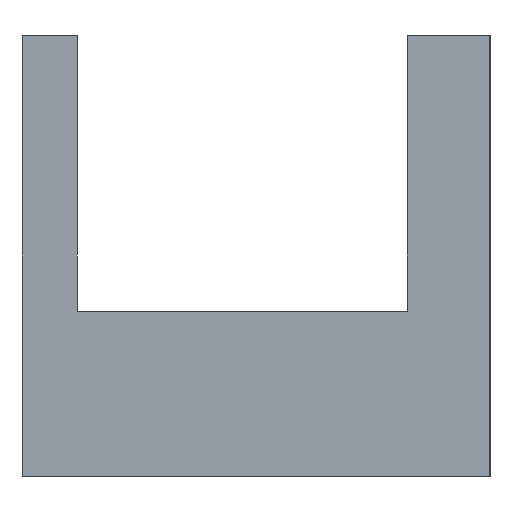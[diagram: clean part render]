
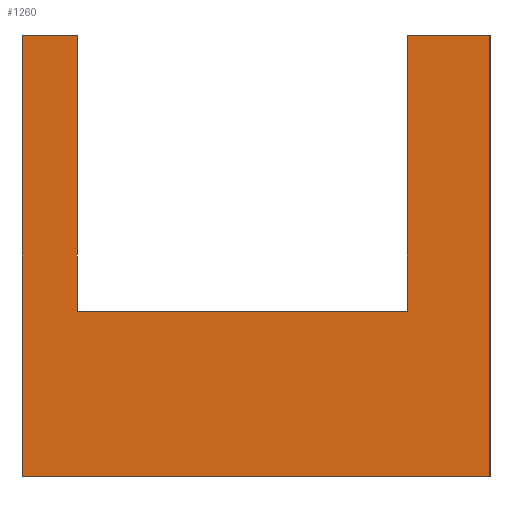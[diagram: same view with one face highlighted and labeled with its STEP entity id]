
A CAD part, left-side view. The second image highlights one B-rep face of the part: STEP entity #1260.
In plain terms, the highlighted planar face has unit normal (-1, 0, 0).
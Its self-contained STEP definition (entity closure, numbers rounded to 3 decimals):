
#11 = DIRECTION ( 'NONE',  ( 0., -1., 0. ) ) ;
#12 = PLANE ( 'NONE',  #167 ) ;
#23 = VERTEX_POINT ( 'NONE', #1337 ) ;
#54 = ORIENTED_EDGE ( 'NONE', *, *, #884, .T. ) ;
#61 = VERTEX_POINT ( 'NONE', #743 ) ;
#116 = LINE ( 'NONE', #1257, #1032 ) ;
#122 = LINE ( 'NONE', #541, #383 ) ;
#150 = DIRECTION ( 'NONE',  ( 0., 0., -1. ) ) ;
#167 = AXIS2_PLACEMENT_3D ( 'NONE', #724, #936, #1132 ) ;
#193 = EDGE_CURVE ( 'NONE', #1102, #934, #1289, .T. ) ;
#217 = DIRECTION ( 'NONE',  ( 0., 1., 0. ) ) ;
#246 = CARTESIAN_POINT ( 'NONE',  ( -122.5, 5., 20. ) ) ;
#265 = EDGE_CURVE ( 'NONE', #501, #1038, #763, .T. ) ;
#298 = LINE ( 'NONE', #1018, #339 ) ;
#311 = FACE_OUTER_BOUND ( 'NONE', #1107, .T. ) ;
#330 = ORIENTED_EDGE ( 'NONE', *, *, #822, .F. ) ;
#339 = VECTOR ( 'NONE', #515, 1000. ) ;
#344 = DIRECTION ( 'NONE',  ( 0., -1., 0. ) ) ;
#345 = EDGE_CURVE ( 'NONE', #1102, #939, #492, .T. ) ;
#356 = CARTESIAN_POINT ( 'NONE',  ( -122.5, 0., -20. ) ) ;
#366 = VERTEX_POINT ( 'NONE', #1203 ) ;
#382 = ORIENTED_EDGE ( 'NONE', *, *, #345, .F. ) ;
#383 = VECTOR ( 'NONE', #958, 1000. ) ;
#461 = ORIENTED_EDGE ( 'NONE', *, *, #265, .T. ) ;
#492 = LINE ( 'NONE', #511, #1062 ) ;
#501 = VERTEX_POINT ( 'NONE', #1101 ) ;
#511 = CARTESIAN_POINT ( 'NONE',  ( -122.5, 5., -20. ) ) ;
#513 = VECTOR ( 'NONE', #150, 1000. ) ;
#515 = DIRECTION ( 'NONE',  ( 0., 0., -1. ) ) ;
#527 = CARTESIAN_POINT ( 'NONE',  ( -122.5, -37.5, 20. ) ) ;
#541 = CARTESIAN_POINT ( 'NONE',  ( -122.5, -30., -5. ) ) ;
#557 = CARTESIAN_POINT ( 'NONE',  ( -122.5, -37.5, -20. ) ) ;
#693 = VECTOR ( 'NONE', #217, 1000. ) ;
#724 = CARTESIAN_POINT ( 'NONE',  ( -122.5, 5., -20. ) ) ;
#730 = EDGE_CURVE ( 'NONE', #61, #366, #802, .T. ) ;
#743 = CARTESIAN_POINT ( 'NONE',  ( -122.5, -37.5, 20. ) ) ;
#763 = LINE ( 'NONE', #356, #1194 ) ;
#802 = LINE ( 'NONE', #527, #693 ) ;
#806 = VECTOR ( 'NONE', #344, 1000. ) ;
#822 = EDGE_CURVE ( 'NONE', #939, #1038, #116, .T. ) ;
#862 = CARTESIAN_POINT ( 'NONE',  ( -122.5, 0., 20. ) ) ;
#866 = ORIENTED_EDGE ( 'NONE', *, *, #730, .T. ) ;
#884 = EDGE_CURVE ( 'NONE', #23, #501, #122, .T. ) ;
#934 = VERTEX_POINT ( 'NONE', #1172 ) ;
#936 = DIRECTION ( 'NONE',  ( 1., 0., 0. ) ) ;
#939 = VERTEX_POINT ( 'NONE', #246 ) ;
#958 = DIRECTION ( 'NONE',  ( 0., 1., 0. ) ) ;
#970 = ORIENTED_EDGE ( 'NONE', *, *, #1052, .F. ) ;
#996 = ORIENTED_EDGE ( 'NONE', *, *, #193, .T. ) ;
#1018 = CARTESIAN_POINT ( 'NONE',  ( -122.5, -30., -20. ) ) ;
#1032 = VECTOR ( 'NONE', #11, 1000. ) ;
#1038 = VERTEX_POINT ( 'NONE', #862 ) ;
#1048 = ORIENTED_EDGE ( 'NONE', *, *, #1296, .T. ) ;
#1052 = EDGE_CURVE ( 'NONE', #61, #934, #1079, .T. ) ;
#1054 = CARTESIAN_POINT ( 'NONE',  ( -122.5, 5., -20. ) ) ;
#1062 = VECTOR ( 'NONE', #1319, 1000. ) ;
#1079 = LINE ( 'NONE', #557, #513 ) ;
#1080 = DIRECTION ( 'NONE',  ( 0., 0., 1. ) ) ;
#1101 = CARTESIAN_POINT ( 'NONE',  ( -122.5, 0., -5. ) ) ;
#1102 = VERTEX_POINT ( 'NONE', #1054 ) ;
#1107 = EDGE_LOOP ( 'NONE', ( #996, #970, #866, #1048, #54, #461, #330, #382 ) ) ;
#1132 = DIRECTION ( 'NONE',  ( 0., 0., -1. ) ) ;
#1172 = CARTESIAN_POINT ( 'NONE',  ( -122.5, -37.5, -20. ) ) ;
#1174 = CARTESIAN_POINT ( 'NONE',  ( -122.5, 5., -20. ) ) ;
#1194 = VECTOR ( 'NONE', #1080, 1000. ) ;
#1203 = CARTESIAN_POINT ( 'NONE',  ( -122.5, -30., 20. ) ) ;
#1257 = CARTESIAN_POINT ( 'NONE',  ( -122.5, 5., 20. ) ) ;
#1260 = ADVANCED_FACE ( 'NONE', ( #311 ), #12, .F. ) ;
#1289 = LINE ( 'NONE', #1174, #806 ) ;
#1296 = EDGE_CURVE ( 'NONE', #366, #23, #298, .T. ) ;
#1319 = DIRECTION ( 'NONE',  ( 0., 0., 1. ) ) ;
#1337 = CARTESIAN_POINT ( 'NONE',  ( -122.5, -30., -5. ) ) ;
